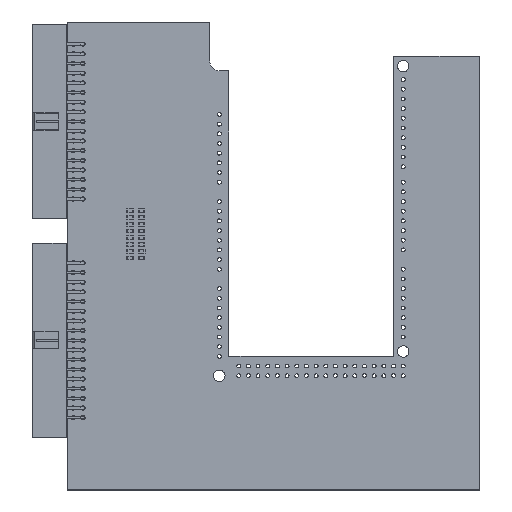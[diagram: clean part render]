
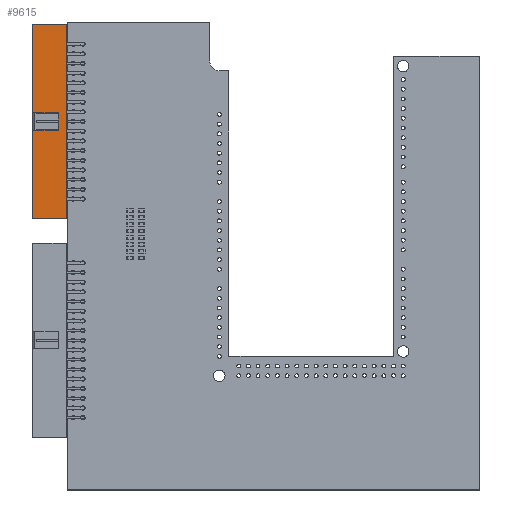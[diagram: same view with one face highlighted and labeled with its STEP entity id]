
A CAD part, top view. The second image highlights one B-rep face of the part: STEP entity #9615.
In plain terms, the highlighted face is planar.
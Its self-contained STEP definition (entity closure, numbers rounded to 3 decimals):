
#9017 = VERTEX_POINT('',#9018);
#9018 = CARTESIAN_POINT('',(25.42,-4.425,-4.425));
#9024 = EDGE_CURVE('',#9017,#9025,#9027,.T.);
#9025 = VERTEX_POINT('',#9026);
#9026 = CARTESIAN_POINT('',(-25.42,-4.425,-4.425));
#9027 = LINE('',#9028,#9029);
#9028 = CARTESIAN_POINT('',(25.42,-4.425,-4.425));
#9029 = VECTOR('',#9030,1.);
#9030 = DIRECTION('',(-1.,0.,0.));
#9615 = ADVANCED_FACE('',(#9616),#9673,.F.);
#9616 = FACE_BOUND('',#9617,.T.);
#9617 = EDGE_LOOP('',(#9618,#9628,#9636,#9644,#9652,#9658,#9659,#9667));
#9618 = ORIENTED_EDGE('',*,*,#9619,.F.);
#9619 = EDGE_CURVE('',#9620,#9622,#9624,.T.);
#9620 = VERTEX_POINT('',#9621);
#9621 = CARTESIAN_POINT('',(2.25,-4.425,-2.375));
#9622 = VERTEX_POINT('',#9623);
#9623 = CARTESIAN_POINT('',(2.25,-4.425,4.425));
#9624 = LINE('',#9625,#9626);
#9625 = CARTESIAN_POINT('',(2.25,-4.425,-2.375));
#9626 = VECTOR('',#9627,1.);
#9627 = DIRECTION('',(0.,0.,1.));
#9628 = ORIENTED_EDGE('',*,*,#9629,.T.);
#9629 = EDGE_CURVE('',#9620,#9630,#9632,.T.);
#9630 = VERTEX_POINT('',#9631);
#9631 = CARTESIAN_POINT('',(-2.25,-4.425,-2.375));
#9632 = LINE('',#9633,#9634);
#9633 = CARTESIAN_POINT('',(2.25,-4.425,-2.375));
#9634 = VECTOR('',#9635,1.);
#9635 = DIRECTION('',(-1.,0.,0.));
#9636 = ORIENTED_EDGE('',*,*,#9637,.T.);
#9637 = EDGE_CURVE('',#9630,#9638,#9640,.T.);
#9638 = VERTEX_POINT('',#9639);
#9639 = CARTESIAN_POINT('',(-2.25,-4.425,4.425));
#9640 = LINE('',#9641,#9642);
#9641 = CARTESIAN_POINT('',(-2.25,-4.425,-2.375));
#9642 = VECTOR('',#9643,1.);
#9643 = DIRECTION('',(0.,0.,1.));
#9644 = ORIENTED_EDGE('',*,*,#9645,.F.);
#9645 = EDGE_CURVE('',#9646,#9638,#9648,.T.);
#9646 = VERTEX_POINT('',#9647);
#9647 = CARTESIAN_POINT('',(-25.42,-4.425,4.425));
#9648 = LINE('',#9649,#9650);
#9649 = CARTESIAN_POINT('',(-25.42,-4.425,4.425));
#9650 = VECTOR('',#9651,1.);
#9651 = DIRECTION('',(1.,0.,0.));
#9652 = ORIENTED_EDGE('',*,*,#9653,.F.);
#9653 = EDGE_CURVE('',#9025,#9646,#9654,.T.);
#9654 = LINE('',#9655,#9656);
#9655 = CARTESIAN_POINT('',(-25.42,-4.425,-4.425));
#9656 = VECTOR('',#9657,1.);
#9657 = DIRECTION('',(0.,0.,1.));
#9658 = ORIENTED_EDGE('',*,*,#9024,.F.);
#9659 = ORIENTED_EDGE('',*,*,#9660,.F.);
#9660 = EDGE_CURVE('',#9661,#9017,#9663,.T.);
#9661 = VERTEX_POINT('',#9662);
#9662 = CARTESIAN_POINT('',(25.42,-4.425,4.425));
#9663 = LINE('',#9664,#9665);
#9664 = CARTESIAN_POINT('',(25.42,-4.425,4.425));
#9665 = VECTOR('',#9666,1.);
#9666 = DIRECTION('',(0.,0.,-1.));
#9667 = ORIENTED_EDGE('',*,*,#9668,.F.);
#9668 = EDGE_CURVE('',#9622,#9661,#9669,.T.);
#9669 = LINE('',#9670,#9671);
#9670 = CARTESIAN_POINT('',(-25.42,-4.425,4.425));
#9671 = VECTOR('',#9672,1.);
#9672 = DIRECTION('',(1.,0.,0.));
#9673 = PLANE('',#9674);
#9674 = AXIS2_PLACEMENT_3D('',#9675,#9676,#9677);
#9675 = CARTESIAN_POINT('',(0.,-4.425,0.));
#9676 = DIRECTION('',(0.,1.,0.));
#9677 = DIRECTION('',(0.,0.,1.));
